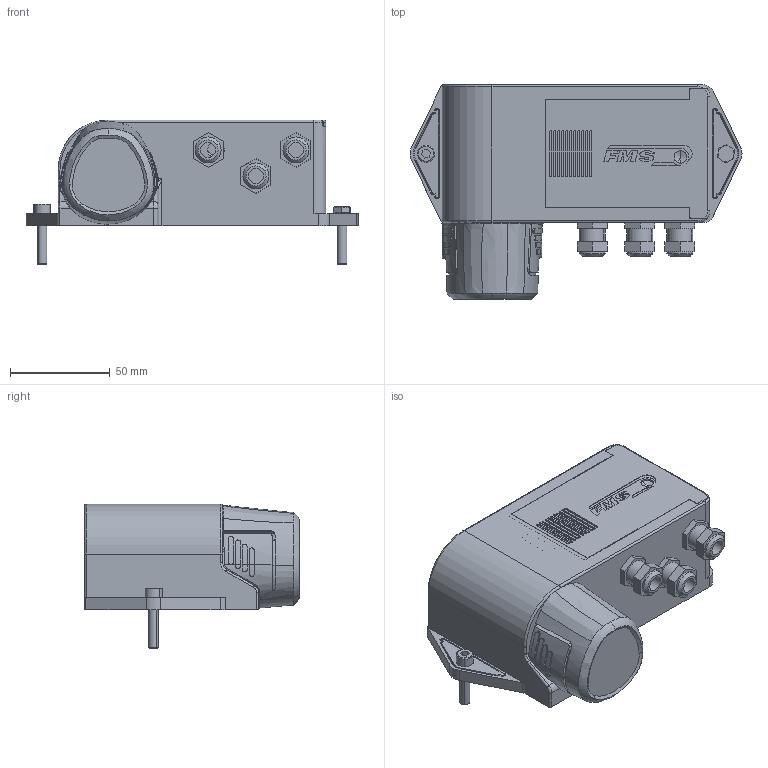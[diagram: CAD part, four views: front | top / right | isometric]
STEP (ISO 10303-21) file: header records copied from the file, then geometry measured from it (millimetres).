
FILE_DESCRIPTION (( 'STEP AP203' ), '1' );
FILE_NAME ('31103694_stp_A.step', '2023-04-27T12:51:00', ( '' ), ( '' ), 'SwSTEP 2.0', 'SolidWorks 2018', '' );
FILE_SCHEMA (( 'CONFIG_CONTROL_DESIGN' ));
Length unit declared in the file: millimetre
Products named in the file (11): 31103658_01; Zyl-Schr DIN912_M5x25; 31103694_stp_A; 31103354_01; 31103696; 31100824_M12x1.5 kurz; 31103698_01; Zyl-Schr DIN912_M3x6; 31103856_01; 31103682_01; 6kt-Schr ISO4014_M5x25
Assembly tree (15 placements, depth 2):
  31103694_stp_A
    31103696
    31103698_01
    31103682_01
    31103856_01  x2
    31103658_01
    31100824_M12x1.5 kurz  x3
    6kt-Schr ISO4014_M5x25
    Zyl-Schr DIN912_M5x25
    Zyl-Schr DIN912_M3x6  x3
    31103354_01
Bounding box: 166 x 107.43 x 72 mm (x, y, z)
Volume: 244554.6 mm3; surface area: 137442.6 mm2
Topology: 15 solids, 15 shells, 1583 faces, 3978 edges, 2433 vertices
Faces by surface type: plane 641, cylinder 572, torus 169, bspline 90, cone 76, sphere 35
Entity records: 69744 total; most frequent: CARTESIAN_POINT 34241, ORIENTED_EDGE 7284, DIRECTION 7087, EDGE_CURVE 3642, AXIS2_PLACEMENT_3D 2599, VERTEX_POINT 2255, VECTOR 1889, LINE 1889
